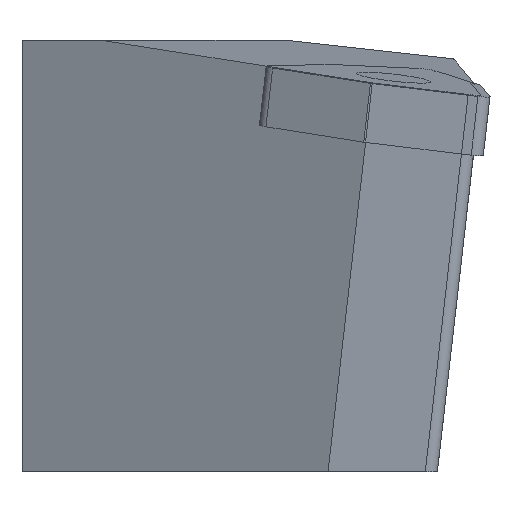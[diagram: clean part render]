
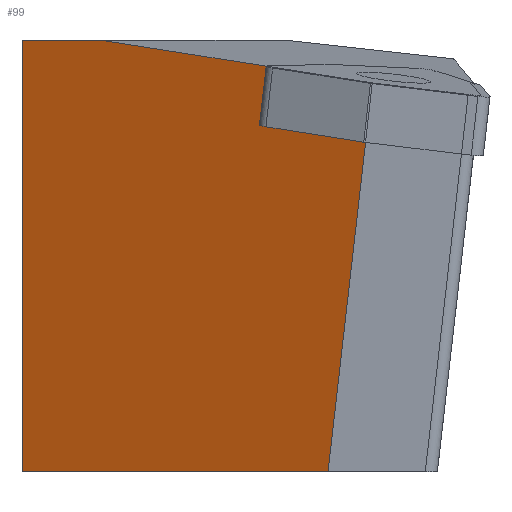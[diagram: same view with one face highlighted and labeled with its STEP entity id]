
A CAD part, left-side view. The second image highlights one B-rep face of the part: STEP entity #99.
In plain terms, the highlighted planar face has unit normal (-0.907, 0.42, -0.039).
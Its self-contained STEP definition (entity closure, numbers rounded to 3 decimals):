
#71=FACE_OUTER_BOUND('',#159,.T.);
#99=ADVANCED_FACE('',(#71),#123,.F.);
#123=PLANE('',#656);
#159=EDGE_LOOP('',(#322,#323,#324,#325,#326));
#322=ORIENTED_EDGE('',*,*,#456,.T.);
#323=ORIENTED_EDGE('',*,*,#471,.T.);
#324=ORIENTED_EDGE('',*,*,#469,.F.);
#325=ORIENTED_EDGE('',*,*,#458,.F.);
#326=ORIENTED_EDGE('',*,*,#442,.T.);
#374=VERTEX_POINT('',#905);
#375=VERTEX_POINT('',#907);
#386=VERTEX_POINT('',#933);
#388=VERTEX_POINT('',#939);
#394=VERTEX_POINT('',#958);
#442=EDGE_CURVE('',#375,#374,#512,.T.);
#456=EDGE_CURVE('',#374,#386,#526,.T.);
#458=EDGE_CURVE('',#375,#388,#528,.T.);
#469=EDGE_CURVE('',#388,#394,#539,.T.);
#471=EDGE_CURVE('',#386,#394,#541,.T.);
#512=LINE('',#906,#581);
#526=LINE('',#934,#595);
#528=LINE('',#938,#597);
#539=LINE('',#960,#608);
#541=LINE('',#963,#610);
#581=VECTOR('',#742,1.);
#595=VECTOR('',#760,1.);
#597=VECTOR('',#764,1.);
#608=VECTOR('',#783,1.);
#610=VECTOR('',#787,1.);
#656=AXIS2_PLACEMENT_3D('',#977,#803,#804);
#742=DIRECTION('',(-0.42,-0.907,0.));
#760=DIRECTION('',(-0.095,-0.113,0.989));
#764=DIRECTION('',(-0.043,0.,0.999));
#783=DIRECTION('',(-0.42,-0.907,0.));
#787=DIRECTION('',(0.411,0.901,0.142));
#803=DIRECTION('',(0.907,-0.42,0.039));
#804=DIRECTION('',(0.42,0.907,0.));
#905=CARTESIAN_POINT('',(5.716,17.424,-39.904));
#906=CARTESIAN_POINT('',(19.134,46.402,-39.904));
#907=CARTESIAN_POINT('',(20.855,50.119,-39.904));
#933=CARTESIAN_POINT('',(1.749,12.697,1.613));
#934=CARTESIAN_POINT('',(3.765,15.099,-19.486));
#938=CARTESIAN_POINT('',(20.837,50.119,-39.487));
#939=CARTESIAN_POINT('',(18.883,50.119,6.146));
#958=CARTESIAN_POINT('',(14.887,41.489,6.146));
#960=CARTESIAN_POINT('',(17.51,47.154,6.146));
#963=CARTESIAN_POINT('',(4.93,19.668,2.711));
#977=CARTESIAN_POINT('',(11.156,31.297,-16.936));
